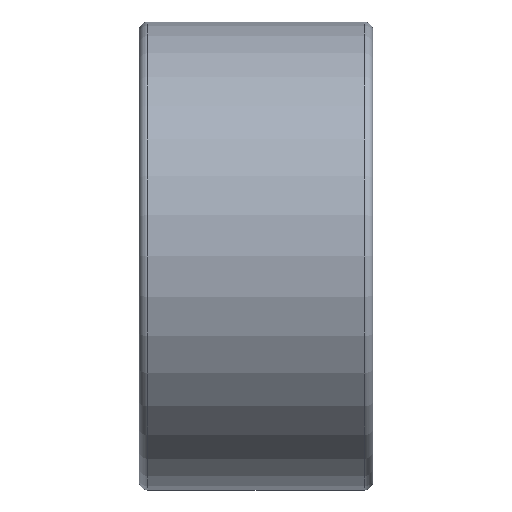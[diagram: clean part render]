
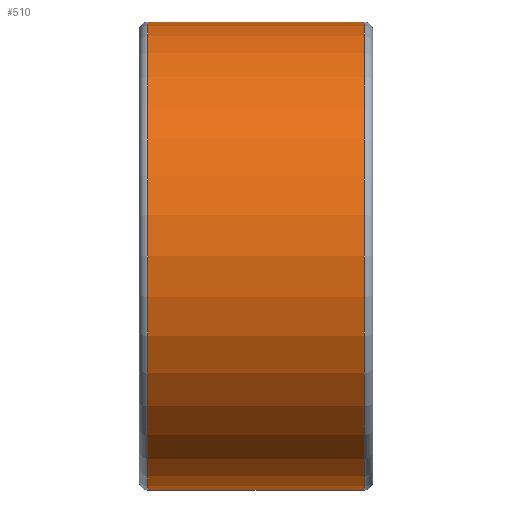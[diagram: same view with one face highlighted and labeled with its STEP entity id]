
A CAD part, front view. The second image highlights one B-rep face of the part: STEP entity #510.
In plain terms, the highlighted cylindrical face has radius 4 mm (diameter 8 mm), a partial arc.
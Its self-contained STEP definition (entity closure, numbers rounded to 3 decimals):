
#33 = VECTOR ( 'NONE', #1440, 1000. ) ;
#112 = DIRECTION ( 'NONE',  ( 1., 0., 0. ) ) ;
#131 = EDGE_LOOP ( 'NONE', ( #2056, #1415, #1388, #2633 ) ) ;
#141 = DIRECTION ( 'NONE',  ( 1., 0., 0. ) ) ;
#154 = CYLINDRICAL_SURFACE ( 'NONE', #2444, 4. ) ;
#269 = DIRECTION ( 'NONE',  ( 1., 0., 0. ) ) ;
#301 = CARTESIAN_POINT ( 'NONE',  ( 1.85, 0., 0. ) ) ;
#343 = CARTESIAN_POINT ( 'NONE',  ( -1.85, 0., -4. ) ) ;
#369 = CARTESIAN_POINT ( 'NONE',  ( -1.85, 0., 0. ) ) ;
#378 = EDGE_CURVE ( 'NONE', #2396, #1158, #432, .T. ) ;
#384 = VERTEX_POINT ( 'NONE', #1163 ) ;
#432 = CIRCLE ( 'NONE', #1785, 4. ) ;
#510 = ADVANCED_FACE ( 'NONE', ( #1207 ), #154, .T. ) ;
#586 = CARTESIAN_POINT ( 'NONE',  ( -20.637, 0., 4. ) ) ;
#645 = CARTESIAN_POINT ( 'NONE',  ( -20.637, 0., 0. ) ) ;
#765 = CARTESIAN_POINT ( 'NONE',  ( 1.85, 0., -4. ) ) ;
#1158 = VERTEX_POINT ( 'NONE', #765 ) ;
#1163 = CARTESIAN_POINT ( 'NONE',  ( -1.85, 0., 4. ) ) ;
#1207 = FACE_OUTER_BOUND ( 'NONE', #131, .T. ) ;
#1230 = LINE ( 'NONE', #586, #33 ) ;
#1277 = DIRECTION ( 'NONE',  ( 0., 0., -1. ) ) ;
#1339 = DIRECTION ( 'NONE',  ( 0., 0., -1. ) ) ;
#1388 = ORIENTED_EDGE ( 'NONE', *, *, #1634, .T. ) ;
#1415 = ORIENTED_EDGE ( 'NONE', *, *, #1479, .T. ) ;
#1440 = DIRECTION ( 'NONE',  ( 1., 0., 0. ) ) ;
#1470 = AXIS2_PLACEMENT_3D ( 'NONE', #369, #112, #2318 ) ;
#1479 = EDGE_CURVE ( 'NONE', #384, #2543, #2624, .T. ) ;
#1624 = EDGE_CURVE ( 'NONE', #384, #2396, #1230, .T. ) ;
#1634 = EDGE_CURVE ( 'NONE', #2543, #1158, #2071, .T. ) ;
#1785 = AXIS2_PLACEMENT_3D ( 'NONE', #301, #269, #1339 ) ;
#2056 = ORIENTED_EDGE ( 'NONE', *, *, #1624, .F. ) ;
#2071 = LINE ( 'NONE', #2119, #2790 ) ;
#2119 = CARTESIAN_POINT ( 'NONE',  ( -20.637, 0., -4. ) ) ;
#2318 = DIRECTION ( 'NONE',  ( 0., 0., -1. ) ) ;
#2323 = DIRECTION ( 'NONE',  ( 1., 0., 0. ) ) ;
#2396 = VERTEX_POINT ( 'NONE', #2581 ) ;
#2444 = AXIS2_PLACEMENT_3D ( 'NONE', #645, #141, #1277 ) ;
#2543 = VERTEX_POINT ( 'NONE', #343 ) ;
#2581 = CARTESIAN_POINT ( 'NONE',  ( 1.85, 0., 4. ) ) ;
#2624 = CIRCLE ( 'NONE', #1470, 4. ) ;
#2633 = ORIENTED_EDGE ( 'NONE', *, *, #378, .F. ) ;
#2790 = VECTOR ( 'NONE', #2323, 1000. ) ;
